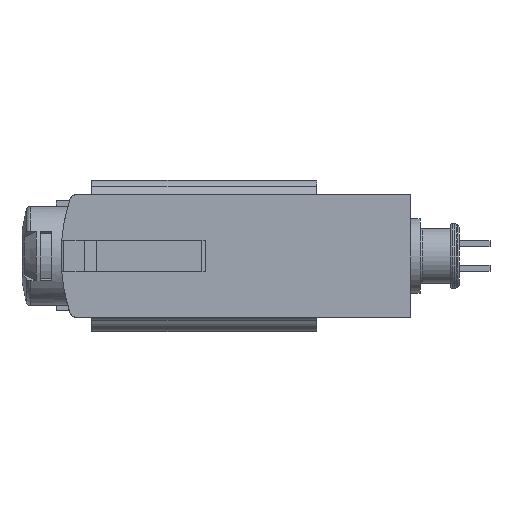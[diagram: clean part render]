
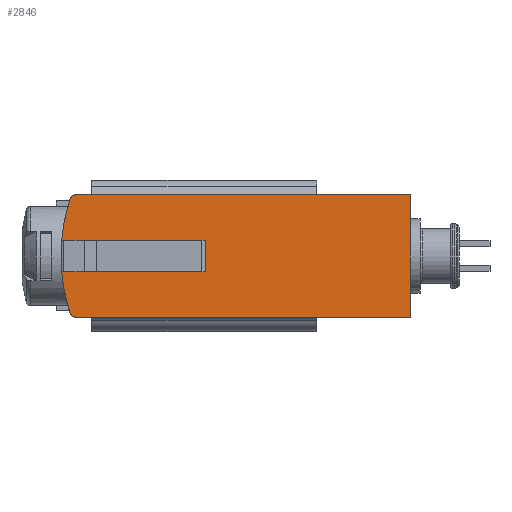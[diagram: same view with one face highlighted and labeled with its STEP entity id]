
A CAD part, left-side view. The second image highlights one B-rep face of the part: STEP entity #2846.
In plain terms, the highlighted planar face has unit normal (-1, 0, 0).
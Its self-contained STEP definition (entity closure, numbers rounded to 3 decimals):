
#40=PLANE('',#3118);
#163=CIRCLE('',#3006,15.);
#166=CIRCLE('',#3009,15.);
#214=CIRCLE('',#3074,0.5);
#231=CIRCLE('',#3119,0.5);
#353=LINE('',#4554,#598);
#374=LINE('',#4610,#619);
#390=LINE('',#4685,#635);
#391=LINE('',#4687,#636);
#392=LINE('',#4690,#637);
#393=LINE('',#4692,#638);
#598=VECTOR('',#3522,1000.);
#619=VECTOR('',#3571,1000.);
#635=VECTOR('',#3651,1000.);
#636=VECTOR('',#3654,1000.);
#637=VECTOR('',#3655,1000.);
#638=VECTOR('',#3658,1000.);
#1019=ORIENTED_EDGE('',*,*,#1791,.T.);
#1020=ORIENTED_EDGE('',*,*,#1792,.T.);
#1021=ORIENTED_EDGE('',*,*,#1599,.F.);
#1022=ORIENTED_EDGE('',*,*,#1728,.F.);
#1023=ORIENTED_EDGE('',*,*,#1725,.T.);
#1024=ORIENTED_EDGE('',*,*,#1790,.T.);
#1025=ORIENTED_EDGE('',*,*,#1753,.F.);
#1026=ORIENTED_EDGE('',*,*,#1793,.F.);
#1027=ORIENTED_EDGE('',*,*,#1602,.F.);
#1028=ORIENTED_EDGE('',*,*,#1794,.F.);
#1599=EDGE_CURVE('',#2005,#2006,#163,.T.);
#1602=EDGE_CURVE('',#2008,#2009,#166,.T.);
#1725=EDGE_CURVE('',#2127,#2126,#353,.T.);
#1728=EDGE_CURVE('',#2127,#2005,#214,.T.);
#1753=EDGE_CURVE('',#2147,#2148,#374,.T.);
#1790=EDGE_CURVE('',#2126,#2148,#390,.T.);
#1791=EDGE_CURVE('',#2167,#2168,#391,.T.);
#1792=EDGE_CURVE('',#2168,#2006,#392,.T.);
#1793=EDGE_CURVE('',#2009,#2147,#231,.T.);
#1794=EDGE_CURVE('',#2167,#2008,#393,.T.);
#2005=VERTEX_POINT('',#4235);
#2006=VERTEX_POINT('',#4237);
#2008=VERTEX_POINT('',#4241);
#2009=VERTEX_POINT('',#4243);
#2126=VERTEX_POINT('',#4553);
#2127=VERTEX_POINT('',#4555);
#2147=VERTEX_POINT('',#4609);
#2148=VERTEX_POINT('',#4611);
#2167=VERTEX_POINT('',#4688);
#2168=VERTEX_POINT('',#4689);
#2350=EDGE_LOOP('',(#1019,#1020,#1021,#1022,#1023,#1024,#1025,#1026,#1027,
#1028));
#2583=FACE_BOUND('',#2350,.T.);
#2846=ADVANCED_FACE('',(#2583),#40,.F.);
#3006=AXIS2_PLACEMENT_3D('',#4236,#3332,#3333);
#3009=AXIS2_PLACEMENT_3D('',#4242,#3338,#3339);
#3074=AXIS2_PLACEMENT_3D('',#4559,#3528,#3529);
#3118=AXIS2_PLACEMENT_3D('',#4686,#3652,#3653);
#3119=AXIS2_PLACEMENT_3D('',#4691,#3656,#3657);
#3332=DIRECTION('',(1.,0.,0.));
#3333=DIRECTION('',(0.,0.,-1.));
#3338=DIRECTION('',(1.,0.,0.));
#3339=DIRECTION('',(0.,0.,-1.));
#3522=DIRECTION('',(0.,-1.,0.));
#3528=DIRECTION('',(1.,0.,0.));
#3529=DIRECTION('',(0.,0.,-1.));
#3571=DIRECTION('',(0.,-1.,0.));
#3651=DIRECTION('',(0.,0.,1.));
#3652=DIRECTION('',(1.,0.,0.));
#3653=DIRECTION('',(0.,0.,-1.));
#3654=DIRECTION('',(0.,0.,-1.));
#3655=DIRECTION('',(0.,1.,0.));
#3656=DIRECTION('',(1.,0.,0.));
#3657=DIRECTION('',(0.,0.,-1.));
#3658=DIRECTION('',(0.,1.,0.));
#4235=CARTESIAN_POINT('',(-102.4,20.109,-4.655));
#4236=CARTESIAN_POINT('',(-102.4,5.85,0.));
#4237=CARTESIAN_POINT('',(-102.4,20.794,-1.3));
#4241=CARTESIAN_POINT('',(-102.4,20.794,1.3));
#4242=CARTESIAN_POINT('',(-102.4,5.85,0.));
#4243=CARTESIAN_POINT('',(-102.4,20.109,4.655));
#4553=CARTESIAN_POINT('',(-102.4,-7.65,-5.));
#4554=CARTESIAN_POINT('',(-102.4,23.,-5.));
#4555=CARTESIAN_POINT('',(-102.4,19.634,-5.));
#4559=CARTESIAN_POINT('',(-102.4,19.634,-4.5));
#4609=CARTESIAN_POINT('',(-102.4,19.634,5.));
#4610=CARTESIAN_POINT('',(-102.4,23.,5.));
#4611=CARTESIAN_POINT('',(-102.4,-7.65,5.));
#4685=CARTESIAN_POINT('',(-102.4,-7.65,-5.));
#4686=CARTESIAN_POINT('',(-102.4,23.,-5.));
#4687=CARTESIAN_POINT('',(-102.4,9.05,1.3));
#4688=CARTESIAN_POINT('',(-102.4,9.05,1.3));
#4689=CARTESIAN_POINT('',(-102.4,9.05,-1.3));
#4690=CARTESIAN_POINT('',(-102.4,9.05,-1.3));
#4691=CARTESIAN_POINT('',(-102.4,19.634,4.5));
#4692=CARTESIAN_POINT('',(-102.4,9.05,1.3));
